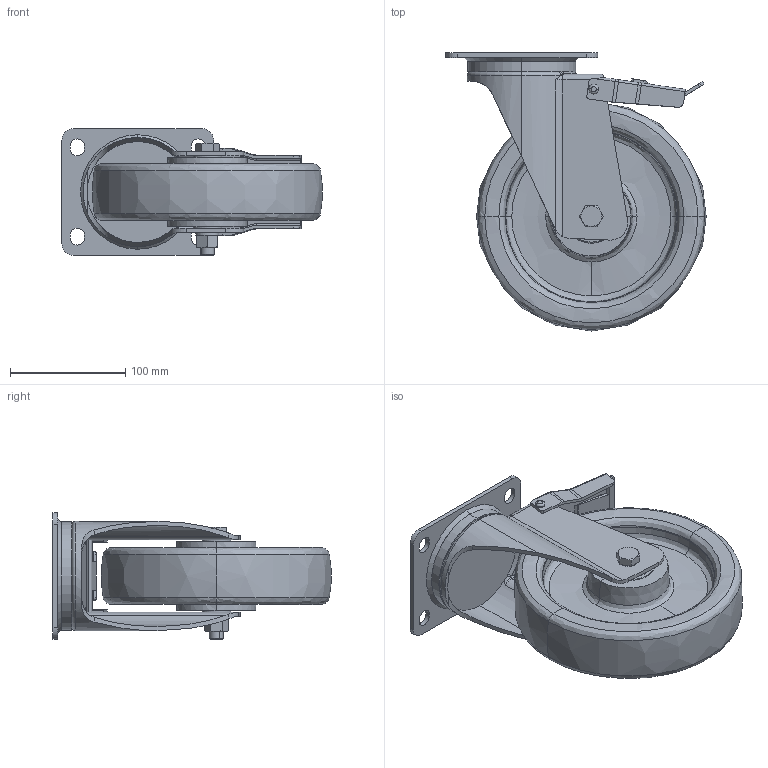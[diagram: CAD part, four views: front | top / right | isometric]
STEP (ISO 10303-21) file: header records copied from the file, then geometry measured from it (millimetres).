
FILE_DESCRIPTION (( 'STEP AP214' ), '1' );
FILE_NAME ('0037405_L-MV-TPKH-200-K-3-DSN.STEP', '2016-12-09T14:19:56', ( '' ), ( '' ), 'SwSTEP 2.0', 'SolidWorks 2016', '' );
FILE_SCHEMA (( 'AUTOMOTIVE_DESIGN' ));
Length unit declared in the file: millimetre
Products named in the file (1): 0037405_L-MV-TPKH-200-K-3-DSN
Bounding box: 226.32 x 241.82 x 110 mm (x, y, z)
Surface area: 243500.3 mm2 (no closed solid volume)
Topology: 0 solids, 14 shells, 401 faces, 966 edges, 598 vertices
Faces by surface type: cylinder 131, plane 126, cone 58, torus 44, bspline 42
Entity records: 17101 total; most frequent: CARTESIAN_POINT 3246, DIRECTION 2048, ORIENTED_EDGE 1900, EDGE_CURVE 962, AXIS2_PLACEMENT_3D 830, VERTEX_POINT 598, CIRCLE 470, EDGE_LOOP 450
